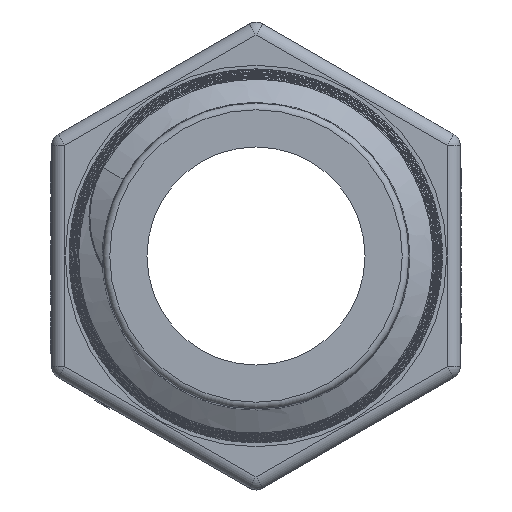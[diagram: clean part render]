
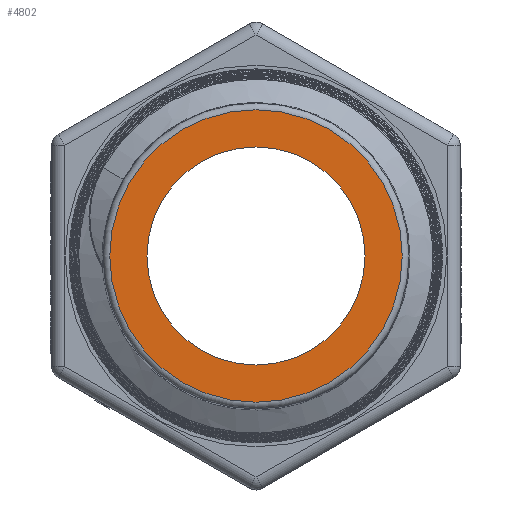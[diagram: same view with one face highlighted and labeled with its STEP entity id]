
A CAD part, left-side view. The second image highlights one B-rep face of the part: STEP entity #4802.
In plain terms, the highlighted planar face has unit normal (-1, 0, 0).
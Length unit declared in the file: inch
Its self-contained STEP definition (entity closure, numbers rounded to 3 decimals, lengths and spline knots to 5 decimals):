
#77=FACE_BOUND('',#825,.T.);
#283=PLANE('',#5054);
#528=FACE_OUTER_BOUND('',#824,.T.);
#824=EDGE_LOOP('',(#4290));
#825=EDGE_LOOP('',(#4291));
#895=CIRCLE('',#5051,0.33538);
#897=CIRCLE('',#5055,0.25);
#2412=VERTEX_POINT('',#9990);
#2415=VERTEX_POINT('',#10021);
#3060=EDGE_CURVE('',#2412,#2412,#895,.T.);
#3064=EDGE_CURVE('',#2415,#2415,#897,.T.);
#4290=ORIENTED_EDGE('',*,*,#3060,.F.);
#4291=ORIENTED_EDGE('',*,*,#3064,.T.);
#4802=ADVANCED_FACE('',(#528,#77),#283,.T.);
#5051=AXIS2_PLACEMENT_3D('',#9992,#5833,#5834);
#5054=AXIS2_PLACEMENT_3D('',#10020,#5839,#5840);
#5055=AXIS2_PLACEMENT_3D('',#10022,#5841,#5842);
#5833=DIRECTION('center_axis',(1.,0.,0.));
#5834=DIRECTION('ref_axis',(0.,-1.,0.));
#5839=DIRECTION('center_axis',(-1.,0.,0.));
#5840=DIRECTION('ref_axis',(0.,0.,1.));
#5841=DIRECTION('center_axis',(1.,0.,0.));
#5842=DIRECTION('ref_axis',(0.,1.,0.));
#9990=CARTESIAN_POINT('',(-0.985,0.,0.33538));
#9992=CARTESIAN_POINT('Origin',(-0.985,0.,0.));
#10020=CARTESIAN_POINT('Origin',(-0.985,0.30026,0.));
#10021=CARTESIAN_POINT('',(-0.985,-0.25,0.));
#10022=CARTESIAN_POINT('Origin',(-0.985,0.,0.));
